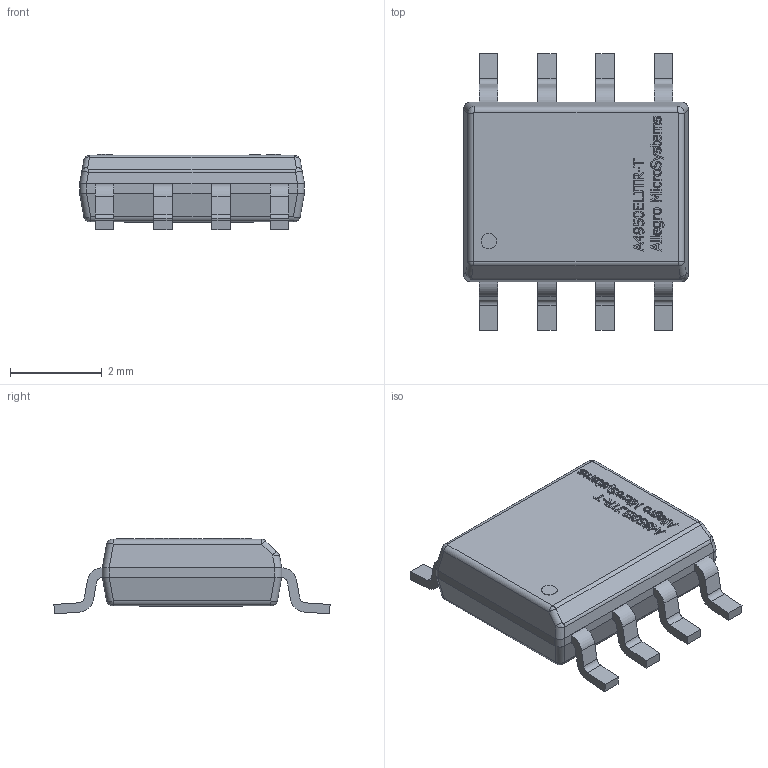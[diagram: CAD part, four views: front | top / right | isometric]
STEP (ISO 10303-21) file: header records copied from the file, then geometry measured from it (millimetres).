
FILE_DESCRIPTION( ( '' ), ' ' );
FILE_NAME( '5b776021669e650f23e71885.step', '2018-08-17T23:54:09', ( '' ), ( '' ), ' ', ' ', ' ' );
FILE_SCHEMA( ( 'AUTOMOTIVE_DESIGN { 1 0 10303 214 1 1 1 1 }' ) );
Length unit declared in the file: metre
Products named in the file (43): Open CASCADE STEP translator 6.8 11; Open CASCADE STEP translator 6.8 10; Open CASCADE STEP translator 6.8 9; Open CASCADE STEP translator 6.8 8; Open CASCADE STEP translator 6.8 7; Open CASCADE STEP translator 6.8 6; Open CASCADE STEP translator 6.8 5; Open CASCADE STEP translator 6.8 4; Open CASCADE STEP translator 6.8 3; Open CASCADE STEP translator 6.8 2; Open CASCADE STEP translator 6.8 1
Bounding box: 4.9 x 6.02 x 1.65 mm (x, y, z)
Volume: 27.7 mm3; surface area: 92 mm2
Topology: 43 solids, 43 shells, 642 faces, 1630 edges, 1074 vertices
Faces by surface type: plane 381, cylinder 129, extrusion 119, revolution 6, bspline 5, sphere 2
Full cylindrical faces by diameter (mm): 0.342 x1
Entity records: 34400 total; most frequent: CARTESIAN_POINT 5645, ORIENTED_EDGE 3258, DIRECTION 2764, STYLED_ITEM 2271, PRESENTATION_STYLE_ASSIGNMENT 2271, COLOUR_RGB 2271, EDGE_CURVE 1629, CURVE_STYLE 1629
